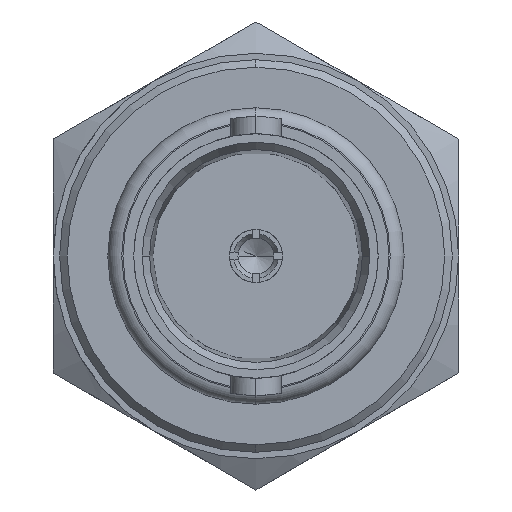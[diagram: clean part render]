
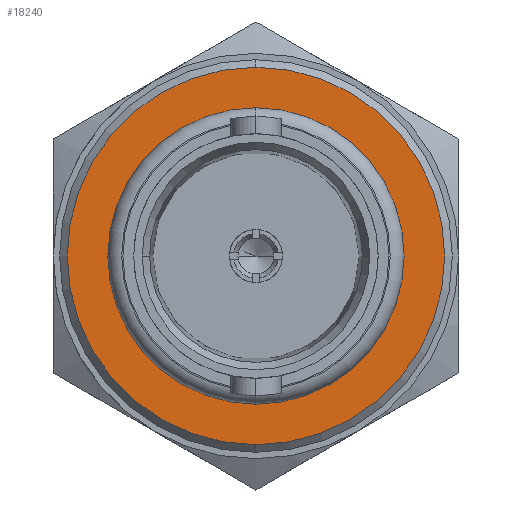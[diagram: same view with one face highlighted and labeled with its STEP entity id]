
A CAD part, left-side view. The second image highlights one B-rep face of the part: STEP entity #18240.
In plain terms, the highlighted planar face has unit normal (-1, 0, 0).
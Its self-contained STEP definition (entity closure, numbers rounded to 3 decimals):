
#6382=CARTESIAN_POINT('',(84.344,33.258,
0.));
#6383=DIRECTION('',(-1.,0.,0.));
#6384=DIRECTION('',(0.,0.,-1.));
#6385=AXIS2_PLACEMENT_3D('',#6382,#6383,#6384);
#6387=CARTESIAN_POINT('',(84.344,33.258,
0.));
#6388=DIRECTION('',(-1.,0.,0.));
#6389=DIRECTION('',(0.,0.,1.));
#6390=AXIS2_PLACEMENT_3D('',#6387,#6388,#6389);
#6419=CARTESIAN_POINT('',(84.344,33.258,0.));
#6420=DIRECTION('',(1.,0.,0.));
#6421=DIRECTION('',(0.,0.,-1.));
#6422=AXIS2_PLACEMENT_3D('',#6419,#6420,#6421);
#6437=CARTESIAN_POINT('',(84.344,33.258,0.));
#6438=DIRECTION('',(-1.,0.,0.));
#6439=DIRECTION('',(0.,0.,-1.));
#6440=AXIS2_PLACEMENT_3D('',#6437,#6438,#6439);
#9099=CARTESIAN_POINT('',(84.344,33.258,-5.85));
#9100=CARTESIAN_POINT('',(84.344,33.258,5.85));
#9101=VERTEX_POINT('',#9099);
#9102=VERTEX_POINT('',#9100);
#9103=CARTESIAN_POINT('',(84.344,33.258,-7.45));
#9104=CARTESIAN_POINT('',(84.344,33.258,7.45));
#9105=VERTEX_POINT('',#9103);
#9106=VERTEX_POINT('',#9104);
#18224=CARTESIAN_POINT('',(84.344,33.258,0.));
#18225=DIRECTION('',(1.,0.,0.));
#18226=DIRECTION('',(0.,0.,1.));
#18227=AXIS2_PLACEMENT_3D('',#18224,#18225,#18226);
#18228=PLANE('',#18227);
#18230=ORIENTED_EDGE('',*,*,#18229,.F.);
#18231=ORIENTED_EDGE('',*,*,#18214,.F.);
#18232=EDGE_LOOP('',(#18230,#18231));
#18233=FACE_OUTER_BOUND('',#18232,.F.);
#18235=ORIENTED_EDGE('',*,*,#18234,.F.);
#18237=ORIENTED_EDGE('',*,*,#18236,.T.);
#18238=EDGE_LOOP('',(#18235,#18237));
#18239=FACE_BOUND('',#18238,.F.);
#18240=ADVANCED_FACE('',(#18233,#18239),#18228,.F.);
#6386=CIRCLE('',#6385,7.45);
#6391=CIRCLE('',#6390,7.45);
#6423=CIRCLE('',#6422,5.85);
#6441=CIRCLE('',#6440,5.85);
#18214=EDGE_CURVE('',#9106,#9105,#6391,.T.);
#18229=EDGE_CURVE('',#9105,#9106,#6386,.T.);
#18234=EDGE_CURVE('',#9101,#9102,#6423,.T.);
#18236=EDGE_CURVE('',#9101,#9102,#6441,.T.);
